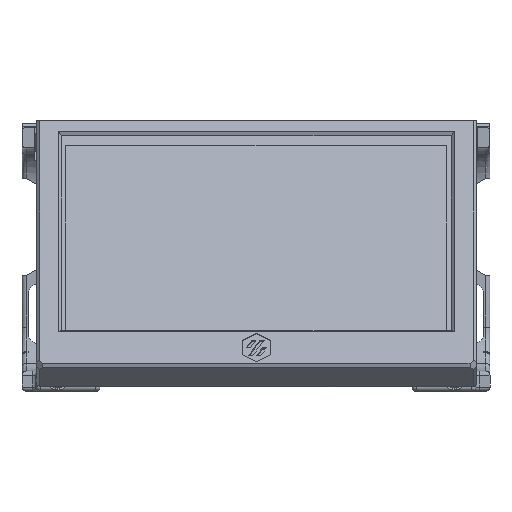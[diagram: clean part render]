
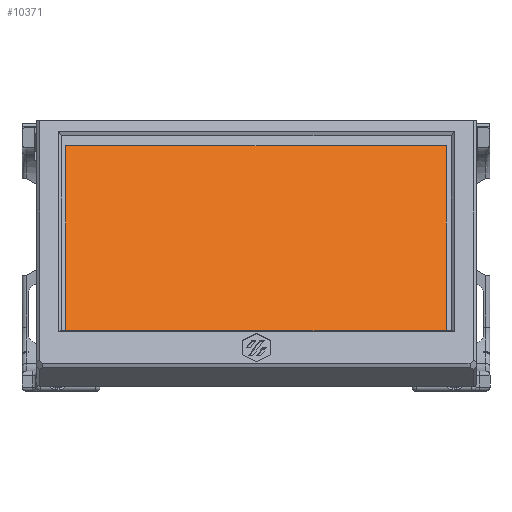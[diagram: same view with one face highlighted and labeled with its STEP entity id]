
A CAD part, front view. The second image highlights one B-rep face of the part: STEP entity #10371.
In plain terms, the highlighted face is planar.
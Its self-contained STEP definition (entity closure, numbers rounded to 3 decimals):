
#589=PLANE('',#11088);
#921=FACE_OUTER_BOUND('',#1534,.T.);
#1534=EDGE_LOOP('',(#7193,#7194,#7195,#7196));
#2178=LINE('',#15049,#3150);
#2181=LINE('',#15055,#3153);
#2184=LINE('',#15061,#3156);
#2187=LINE('',#15065,#3159);
#3150=VECTOR('',#12210,10.);
#3153=VECTOR('',#12215,10.);
#3156=VECTOR('',#12220,10.);
#3159=VECTOR('',#12225,10.);
#4433=VERTEX_POINT('',#15046);
#4434=VERTEX_POINT('',#15048);
#4436=VERTEX_POINT('',#15054);
#4438=VERTEX_POINT('',#15060);
#5488=EDGE_CURVE('',#4434,#4433,#2178,.T.);
#5491=EDGE_CURVE('',#4436,#4434,#2181,.T.);
#5494=EDGE_CURVE('',#4438,#4436,#2184,.T.);
#5497=EDGE_CURVE('',#4433,#4438,#2187,.T.);
#7193=ORIENTED_EDGE('',*,*,#5497,.T.);
#7194=ORIENTED_EDGE('',*,*,#5494,.T.);
#7195=ORIENTED_EDGE('',*,*,#5491,.T.);
#7196=ORIENTED_EDGE('',*,*,#5488,.T.);
#10371=ADVANCED_FACE('',(#921),#589,.T.);
#11088=AXIS2_PLACEMENT_3D('',#15066,#12226,#12227);
#12210=DIRECTION('',(0.,0.,-1.));
#12215=DIRECTION('',(0.,-1.,0.));
#12220=DIRECTION('',(0.,0.,1.));
#12225=DIRECTION('',(0.,1.,0.));
#12226=DIRECTION('center_axis',(1.,0.,0.));
#12227=DIRECTION('ref_axis',(0.,0.,-1.));
#15046=CARTESIAN_POINT('',(8.5,-47.511,-24.75));
#15048=CARTESIAN_POINT('',(8.5,-47.511,29.101));
#15049=CARTESIAN_POINT('',(8.5,-47.511,-24.75));
#15054=CARTESIAN_POINT('',(8.5,47.511,29.101));
#15055=CARTESIAN_POINT('',(8.5,-47.511,29.101));
#15060=CARTESIAN_POINT('',(8.5,47.511,-24.75));
#15061=CARTESIAN_POINT('',(8.5,47.511,29.101));
#15065=CARTESIAN_POINT('',(8.5,47.511,-24.75));
#15066=CARTESIAN_POINT('Origin',(8.5,0.,2.176));
